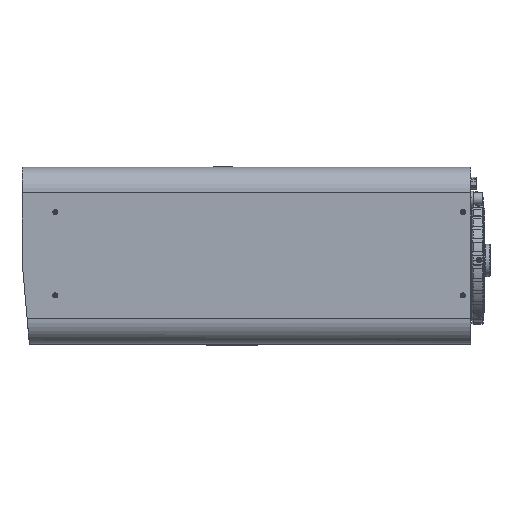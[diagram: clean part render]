
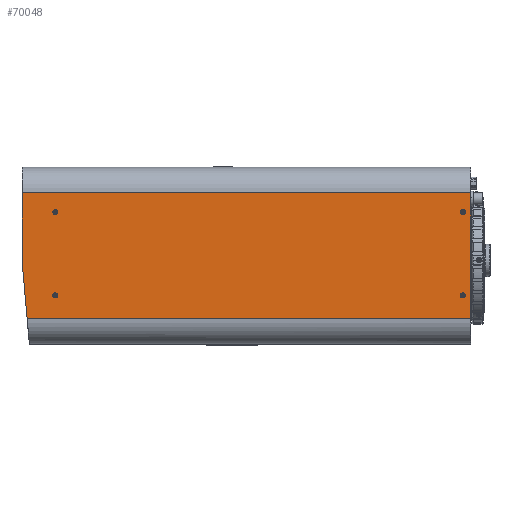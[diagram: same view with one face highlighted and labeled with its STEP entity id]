
A CAD part, top view. The second image highlights one B-rep face of the part: STEP entity #70048.
In plain terms, the highlighted planar face has unit normal (0, 0, 1).
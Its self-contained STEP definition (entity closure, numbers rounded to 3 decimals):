
#1017 = AXIS2_PLACEMENT_3D ( 'NONE', #40439, #17341, #15747 ) ;
#1304 = CARTESIAN_POINT ( 'NONE',  ( -191.911, 21.753, 72. ) ) ;
#1758 = VECTOR ( 'NONE', #42504, 1000. ) ;
#3152 = DIRECTION ( 'NONE',  ( 0., 0., 1. ) ) ;
#5557 = ORIENTED_EDGE ( 'NONE', *, *, #99980, .F. ) ;
#6936 = DIRECTION ( 'NONE',  ( 0., -1., 0. ) ) ;
#9796 = CARTESIAN_POINT ( 'NONE',  ( -191.911, -30.747, 72. ) ) ;
#12234 = DIRECTION ( 'NONE',  ( 1., 0., 0. ) ) ;
#13255 = LINE ( 'NONE', #47584, #69840 ) ;
#14543 = ORIENTED_EDGE ( 'NONE', *, *, #90731, .T. ) ;
#14978 = FACE_BOUND ( 'NONE', #77038, .T. ) ;
#15021 = CARTESIAN_POINT ( 'NONE',  ( 152.089, 6.753, 72. ) ) ;
#15496 = AXIS2_PLACEMENT_3D ( 'NONE', #15021, #56338, #32718 ) ;
#15747 = DIRECTION ( 'NONE',  ( 1., 0., 0. ) ) ;
#16414 = CIRCLE ( 'NONE', #28364, 2. ) ;
#17341 = DIRECTION ( 'NONE',  ( 0., 0., 1. ) ) ;
#17538 = DIRECTION ( 'NONE',  ( 0., -1., 0. ) ) ;
#17838 = CARTESIAN_POINT ( 'NONE',  ( -167.911, -58.247, 72. ) ) ;
#18516 = EDGE_CURVE ( 'NONE', #33739, #20971, #98787, .T. ) ;
#20971 = VERTEX_POINT ( 'NONE', #22877 ) ;
#21024 = CARTESIAN_POINT ( 'NONE',  ( 152.089, -58.247, 72. ) ) ;
#21939 = CIRCLE ( 'NONE', #80251, 2. ) ;
#22095 = EDGE_LOOP ( 'NONE', ( #104682, #45379 ) ) ;
#22877 = CARTESIAN_POINT ( 'NONE',  ( 154.089, 6.753, 72. ) ) ;
#23225 = AXIS2_PLACEMENT_3D ( 'NONE', #44958, #3152, #12234 ) ;
#23574 = FACE_BOUND ( 'NONE', #99109, .T. ) ;
#23970 = VERTEX_POINT ( 'NONE', #103158 ) ;
#24349 = DIRECTION ( 'NONE',  ( 0., 0., 1. ) ) ;
#24600 = CARTESIAN_POINT ( 'NONE',  ( -163.911, -58.247, 72. ) ) ;
#24827 = CARTESIAN_POINT ( 'NONE',  ( -187.93, -76.247, 72. ) ) ;
#25427 = EDGE_CURVE ( 'NONE', #58233, #62847, #87688, .T. ) ;
#28028 = DIRECTION ( 'NONE',  ( 1., 0., 0. ) ) ;
#28239 = DIRECTION ( 'NONE',  ( 0., 0., 1. ) ) ;
#28364 = AXIS2_PLACEMENT_3D ( 'NONE', #52905, #28239, #95278 ) ;
#29423 = VECTOR ( 'NONE', #54699, 1000. ) ;
#29508 = CIRCLE ( 'NONE', #96392, 2. ) ;
#31675 = ORIENTED_EDGE ( 'NONE', *, *, #18516, .F. ) ;
#31977 = DIRECTION ( 'NONE',  ( 1., 0., 0. ) ) ;
#32718 = DIRECTION ( 'NONE',  ( 1., 0., 0. ) ) ;
#33739 = VERTEX_POINT ( 'NONE', #70308 ) ;
#33887 = EDGE_CURVE ( 'NONE', #20971, #33739, #92657, .T. ) ;
#34897 = CIRCLE ( 'NONE', #50341, 2. ) ;
#34947 = CARTESIAN_POINT ( 'NONE',  ( -165.911, 6.753, 72. ) ) ;
#35129 = EDGE_CURVE ( 'NONE', #40257, #63439, #85849, .T. ) ;
#35944 = EDGE_CURVE ( 'NONE', #96451, #96714, #21939, .T. ) ;
#35997 = DIRECTION ( 'NONE',  ( 0., 0., 1. ) ) ;
#37657 = DIRECTION ( 'NONE',  ( 0., 0., 1. ) ) ;
#38325 = DIRECTION ( 'NONE',  ( -1., 0., 0. ) ) ;
#39134 = CARTESIAN_POINT ( 'NONE',  ( 158.089, -76.247, 72. ) ) ;
#40257 = VERTEX_POINT ( 'NONE', #1304 ) ;
#40435 = CARTESIAN_POINT ( 'NONE',  ( 152.089, -58.247, 72. ) ) ;
#40439 = CARTESIAN_POINT ( 'NONE',  ( 152.089, 6.753, 72. ) ) ;
#40444 = ORIENTED_EDGE ( 'NONE', *, *, #35129, .F. ) ;
#40468 = ORIENTED_EDGE ( 'NONE', *, *, #44995, .F. ) ;
#41687 = LINE ( 'NONE', #42767, #52750 ) ;
#41695 = EDGE_LOOP ( 'NONE', ( #85691, #82796, #40444, #14543, #105930 ) ) ;
#42504 = DIRECTION ( 'NONE',  ( -0.087, 0.996, 0. ) ) ;
#42767 = CARTESIAN_POINT ( 'NONE',  ( -191.911, -30.747, 72. ) ) ;
#43889 = CARTESIAN_POINT ( 'NONE',  ( -187.93, -76.247, 72. ) ) ;
#44958 = CARTESIAN_POINT ( 'NONE',  ( -165.911, -58.247, 72. ) ) ;
#44995 = EDGE_CURVE ( 'NONE', #53645, #74497, #16414, .T. ) ;
#45379 = ORIENTED_EDGE ( 'NONE', *, *, #75139, .F. ) ;
#47584 = CARTESIAN_POINT ( 'NONE',  ( 158.089, -96.247, 72. ) ) ;
#50341 = AXIS2_PLACEMENT_3D ( 'NONE', #21024, #37657, #28028 ) ;
#52750 = VECTOR ( 'NONE', #17538, 1000. ) ;
#52905 = CARTESIAN_POINT ( 'NONE',  ( -165.911, -58.247, 72. ) ) ;
#53645 = VERTEX_POINT ( 'NONE', #24600 ) ;
#54699 = DIRECTION ( 'NONE',  ( 1., 0., 0. ) ) ;
#55826 = VERTEX_POINT ( 'NONE', #77109 ) ;
#56297 = DIRECTION ( 'NONE',  ( 0., 0., -1. ) ) ;
#56338 = DIRECTION ( 'NONE',  ( 0., 0., 1. ) ) ;
#57058 = DIRECTION ( 'NONE',  ( 1., 0., 0. ) ) ;
#58233 = VERTEX_POINT ( 'NONE', #90897 ) ;
#61277 = AXIS2_PLACEMENT_3D ( 'NONE', #39134, #56297, #6936 ) ;
#62847 = VERTEX_POINT ( 'NONE', #43889 ) ;
#63322 = CARTESIAN_POINT ( 'NONE',  ( -163.911, 6.753, 72. ) ) ;
#63439 = VERTEX_POINT ( 'NONE', #87206 ) ;
#63650 = ORIENTED_EDGE ( 'NONE', *, *, #101802, .F. ) ;
#63667 = DIRECTION ( 'NONE',  ( 0., -1., 0. ) ) ;
#67590 = VERTEX_POINT ( 'NONE', #9796 ) ;
#69840 = VECTOR ( 'NONE', #63667, 1000. ) ;
#70048 = ADVANCED_FACE ( 'NONE', ( #23574, #14978, #80448, #96018, #87958 ), #79916, .F. ) ;
#70308 = CARTESIAN_POINT ( 'NONE',  ( 150.089, 6.753, 72. ) ) ;
#71321 = CARTESIAN_POINT ( 'NONE',  ( 158.089, 21.753, 72. ) ) ;
#72207 = DIRECTION ( 'NONE',  ( 0., 0., 1. ) ) ;
#72495 = ORIENTED_EDGE ( 'NONE', *, *, #96781, .F. ) ;
#74497 = VERTEX_POINT ( 'NONE', #17838 ) ;
#75139 = EDGE_CURVE ( 'NONE', #96714, #96451, #104897, .T. ) ;
#75994 = CARTESIAN_POINT ( 'NONE',  ( -167.911, 6.753, 72. ) ) ;
#77038 = EDGE_LOOP ( 'NONE', ( #99318, #31675 ) ) ;
#77109 = CARTESIAN_POINT ( 'NONE',  ( 154.089, -58.247, 72. ) ) ;
#79916 = PLANE ( 'NONE',  #61277 ) ;
#80251 = AXIS2_PLACEMENT_3D ( 'NONE', #34947, #35997, #93401 ) ;
#80448 = FACE_BOUND ( 'NONE', #95016, .T. ) ;
#82756 = LINE ( 'NONE', #24827, #1758 ) ;
#82796 = ORIENTED_EDGE ( 'NONE', *, *, #106087, .F. ) ;
#85691 = ORIENTED_EDGE ( 'NONE', *, *, #25427, .F. ) ;
#85849 = LINE ( 'NONE', #71321, #29423 ) ;
#86779 = EDGE_CURVE ( 'NONE', #62847, #67590, #82756, .T. ) ;
#87206 = CARTESIAN_POINT ( 'NONE',  ( 158.089, 21.753, 72. ) ) ;
#87688 = LINE ( 'NONE', #103261, #95351 ) ;
#87792 = AXIS2_PLACEMENT_3D ( 'NONE', #104946, #72207, #31977 ) ;
#87958 = FACE_OUTER_BOUND ( 'NONE', #41695, .T. ) ;
#90731 = EDGE_CURVE ( 'NONE', #40257, #67590, #41687, .T. ) ;
#90897 = CARTESIAN_POINT ( 'NONE',  ( 158.089, -76.247, 72. ) ) ;
#91783 = CIRCLE ( 'NONE', #23225, 2. ) ;
#92657 = CIRCLE ( 'NONE', #15496, 2. ) ;
#93401 = DIRECTION ( 'NONE',  ( 1., 0., 0. ) ) ;
#95016 = EDGE_LOOP ( 'NONE', ( #40468, #63650 ) ) ;
#95278 = DIRECTION ( 'NONE',  ( 1., 0., 0. ) ) ;
#95351 = VECTOR ( 'NONE', #38325, 1000. ) ;
#96018 = FACE_BOUND ( 'NONE', #22095, .T. ) ;
#96392 = AXIS2_PLACEMENT_3D ( 'NONE', #40435, #24349, #57058 ) ;
#96451 = VERTEX_POINT ( 'NONE', #63322 ) ;
#96714 = VERTEX_POINT ( 'NONE', #75994 ) ;
#96781 = EDGE_CURVE ( 'NONE', #55826, #23970, #29508, .T. ) ;
#98787 = CIRCLE ( 'NONE', #1017, 2. ) ;
#99109 = EDGE_LOOP ( 'NONE', ( #72495, #5557 ) ) ;
#99318 = ORIENTED_EDGE ( 'NONE', *, *, #33887, .F. ) ;
#99980 = EDGE_CURVE ( 'NONE', #23970, #55826, #34897, .T. ) ;
#101802 = EDGE_CURVE ( 'NONE', #74497, #53645, #91783, .T. ) ;
#103158 = CARTESIAN_POINT ( 'NONE',  ( 150.089, -58.247, 72. ) ) ;
#103261 = CARTESIAN_POINT ( 'NONE',  ( 158.089, -76.247, 72. ) ) ;
#104682 = ORIENTED_EDGE ( 'NONE', *, *, #35944, .F. ) ;
#104897 = CIRCLE ( 'NONE', #87792, 2. ) ;
#104946 = CARTESIAN_POINT ( 'NONE',  ( -165.911, 6.753, 72. ) ) ;
#105930 = ORIENTED_EDGE ( 'NONE', *, *, #86779, .F. ) ;
#106087 = EDGE_CURVE ( 'NONE', #63439, #58233, #13255, .T. ) ;
